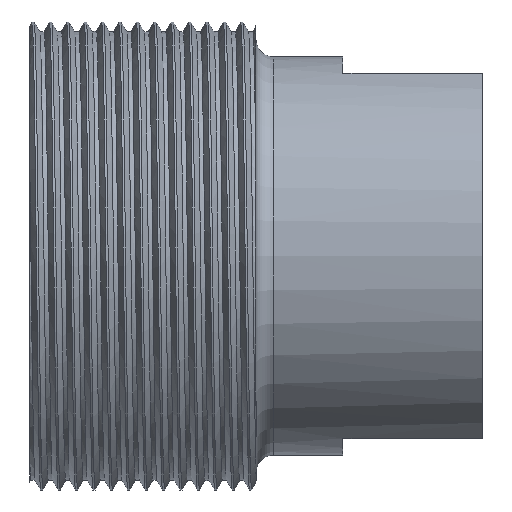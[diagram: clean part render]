
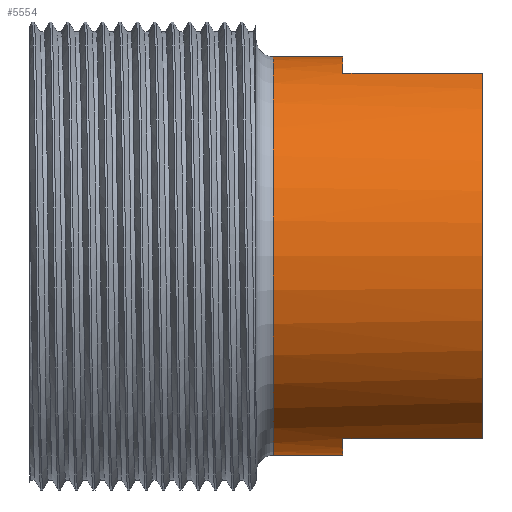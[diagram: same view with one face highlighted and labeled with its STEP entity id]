
A CAD part, top view. The second image highlights one B-rep face of the part: STEP entity #5554.
In plain terms, the highlighted cylindrical face has radius 11.45 mm (diameter 22.9 mm), a partial arc.
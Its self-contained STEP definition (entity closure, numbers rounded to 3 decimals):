
#61 = CARTESIAN_POINT ( 'NONE',  ( -8., 0., 0. ) ) ;
#107 = DIRECTION ( 'NONE',  ( 1., 0., 0. ) ) ;
#134 = CARTESIAN_POINT ( 'NONE',  ( -8., 0., 0. ) ) ;
#269 = AXIS2_PLACEMENT_3D ( 'NONE', #700, #5148, #5047 ) ;
#392 = VERTEX_POINT ( 'NONE', #2583 ) ;
#504 = DIRECTION ( 'NONE',  ( -1., 0., 0. ) ) ;
#646 = VERTEX_POINT ( 'NONE', #2000 ) ;
#700 = CARTESIAN_POINT ( 'NONE',  ( -10.65, 0., 0. ) ) ;
#882 = EDGE_CURVE ( 'NONE', #5830, #1441, #5394, .T. ) ;
#1142 = EDGE_LOOP ( 'NONE', ( #1583, #6235, #8437, #8011, #3833, #4896, #4995, #8970 ) ) ;
#1157 = DIRECTION ( 'NONE',  ( 0., -1., 0. ) ) ;
#1232 = CARTESIAN_POINT ( 'NONE',  ( -10.65, -11.45, 0. ) ) ;
#1441 = VERTEX_POINT ( 'NONE', #7186 ) ;
#1476 = DIRECTION ( 'NONE',  ( 0., 1., 0. ) ) ;
#1583 = ORIENTED_EDGE ( 'NONE', *, *, #4782, .F. ) ;
#2000 = CARTESIAN_POINT ( 'NONE',  ( -8., 10.5, 4.566 ) ) ;
#2105 = EDGE_CURVE ( 'NONE', #4083, #1441, #6445, .T. ) ;
#2224 = VECTOR ( 'NONE', #4207, 1000. ) ;
#2583 = CARTESIAN_POINT ( 'NONE',  ( -8., -11.45, 0. ) ) ;
#3115 = DIRECTION ( 'NONE',  ( 1., 0., 0. ) ) ;
#3344 = CIRCLE ( 'NONE', #5527, 11.45 ) ;
#3434 = CARTESIAN_POINT ( 'NONE',  ( -10.65, 11.45, 0. ) ) ;
#3526 = EDGE_CURVE ( 'NONE', #7279, #392, #7529, .T. ) ;
#3762 = EDGE_CURVE ( 'NONE', #4198, #9282, #3344, .T. ) ;
#3833 = ORIENTED_EDGE ( 'NONE', *, *, #3526, .F. ) ;
#4049 = LINE ( 'NONE', #4098, #8104 ) ;
#4083 = VERTEX_POINT ( 'NONE', #4321 ) ;
#4098 = CARTESIAN_POINT ( 'NONE',  ( -10.65, 10.5, 4.566 ) ) ;
#4198 = VERTEX_POINT ( 'NONE', #6888 ) ;
#4207 = DIRECTION ( 'NONE',  ( -1., 0., 0. ) ) ;
#4213 = CARTESIAN_POINT ( 'NONE',  ( -8., -10.5, 4.566 ) ) ;
#4321 = CARTESIAN_POINT ( 'NONE',  ( -8., 11.45, 0. ) ) ;
#4782 = EDGE_CURVE ( 'NONE', #4083, #646, #9547, .T. ) ;
#4896 = ORIENTED_EDGE ( 'NONE', *, *, #7861, .F. ) ;
#4995 = ORIENTED_EDGE ( 'NONE', *, *, #3762, .T. ) ;
#5047 = DIRECTION ( 'NONE',  ( 0., -1., 0. ) ) ;
#5148 = DIRECTION ( 'NONE',  ( -1., 0., 0. ) ) ;
#5260 = DIRECTION ( 'NONE',  ( 0., -1., 0. ) ) ;
#5351 = DIRECTION ( 'NONE',  ( -1., 0., 0. ) ) ;
#5394 = CIRCLE ( 'NONE', #8663, 11.45 ) ;
#5527 = AXIS2_PLACEMENT_3D ( 'NONE', #7819, #7973, #1157 ) ;
#5554 = ADVANCED_FACE ( 'NONE', ( #9437 ), #7365, .T. ) ;
#5778 = VECTOR ( 'NONE', #504, 1000. ) ;
#5830 = VERTEX_POINT ( 'NONE', #7515 ) ;
#6235 = ORIENTED_EDGE ( 'NONE', *, *, #2105, .T. ) ;
#6445 = LINE ( 'NONE', #3434, #2224 ) ;
#6888 = CARTESIAN_POINT ( 'NONE',  ( 0., -10.5, 4.566 ) ) ;
#6979 = DIRECTION ( 'NONE',  ( -1., 0., 0. ) ) ;
#7143 = CARTESIAN_POINT ( 'NONE',  ( 0., 10.5, 4.566 ) ) ;
#7186 = CARTESIAN_POINT ( 'NONE',  ( -12., 11.45, 0. ) ) ;
#7235 = LINE ( 'NONE', #8014, #8730 ) ;
#7279 = VERTEX_POINT ( 'NONE', #4213 ) ;
#7365 = CYLINDRICAL_SURFACE ( 'NONE', #269, 11.45 ) ;
#7515 = CARTESIAN_POINT ( 'NONE',  ( -12., -11.45, 0. ) ) ;
#7529 = CIRCLE ( 'NONE', #8468, 11.45 ) ;
#7819 = CARTESIAN_POINT ( 'NONE',  ( 0., 0., 0. ) ) ;
#7861 = EDGE_CURVE ( 'NONE', #4198, #7279, #7235, .T. ) ;
#7901 = LINE ( 'NONE', #1232, #5778 ) ;
#7973 = DIRECTION ( 'NONE',  ( -1., 0., 0. ) ) ;
#7986 = EDGE_CURVE ( 'NONE', #392, #5830, #7901, .T. ) ;
#8011 = ORIENTED_EDGE ( 'NONE', *, *, #7986, .F. ) ;
#8014 = CARTESIAN_POINT ( 'NONE',  ( -10.65, -10.5, 4.566 ) ) ;
#8104 = VECTOR ( 'NONE', #6979, 1000. ) ;
#8317 = CARTESIAN_POINT ( 'NONE',  ( -12., 0., 0. ) ) ;
#8437 = ORIENTED_EDGE ( 'NONE', *, *, #882, .F. ) ;
#8468 = AXIS2_PLACEMENT_3D ( 'NONE', #134, #3115, #8860 ) ;
#8663 = AXIS2_PLACEMENT_3D ( 'NONE', #8317, #5351, #5260 ) ;
#8701 = EDGE_CURVE ( 'NONE', #9282, #646, #4049, .T. ) ;
#8730 = VECTOR ( 'NONE', #9531, 1000. ) ;
#8768 = AXIS2_PLACEMENT_3D ( 'NONE', #61, #107, #1476 ) ;
#8860 = DIRECTION ( 'NONE',  ( 0., 1., 0. ) ) ;
#8970 = ORIENTED_EDGE ( 'NONE', *, *, #8701, .T. ) ;
#9282 = VERTEX_POINT ( 'NONE', #7143 ) ;
#9437 = FACE_OUTER_BOUND ( 'NONE', #1142, .T. ) ;
#9531 = DIRECTION ( 'NONE',  ( -1., 0., 0. ) ) ;
#9547 = CIRCLE ( 'NONE', #8768, 11.45 ) ;
